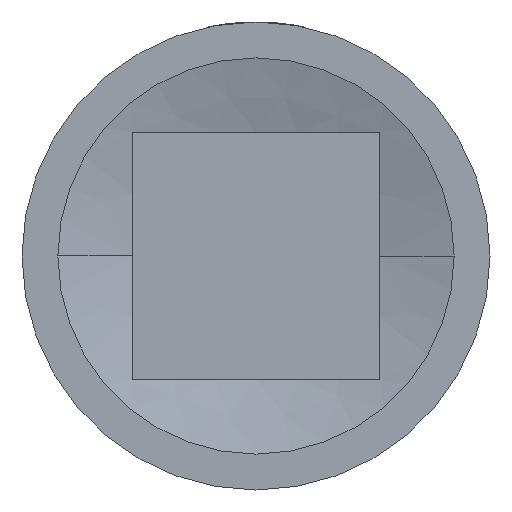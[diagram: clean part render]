
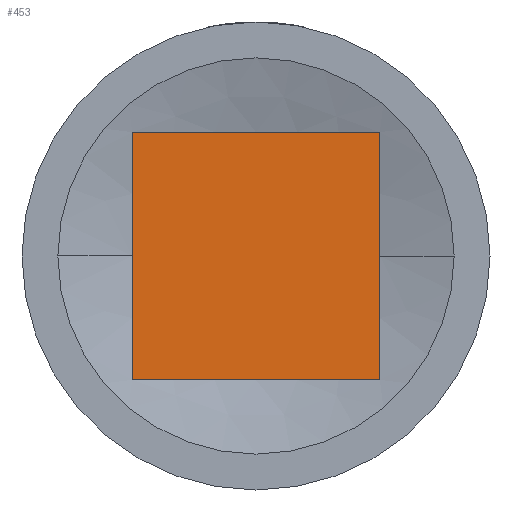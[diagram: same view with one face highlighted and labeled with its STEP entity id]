
A CAD part, front view. The second image highlights one B-rep face of the part: STEP entity #453.
In plain terms, the highlighted planar face has unit normal (0, -1, 0).
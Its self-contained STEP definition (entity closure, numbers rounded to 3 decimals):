
#68 = DIRECTION ( 'NONE',  ( 1., 0., 0. ) ) ;
#106 = DIRECTION ( 'NONE',  ( 0., 0., -1. ) ) ;
#107 = VERTEX_POINT ( 'NONE', #1048 ) ;
#133 = VERTEX_POINT ( 'NONE', #1439 ) ;
#312 = CARTESIAN_POINT ( 'NONE',  ( -6.35, 18., 6.35 ) ) ;
#321 = CARTESIAN_POINT ( 'NONE',  ( 6.35, 18., 6.35 ) ) ;
#359 = EDGE_LOOP ( 'NONE', ( #933, #429, #816, #1193 ) ) ;
#366 = VERTEX_POINT ( 'NONE', #1224 ) ;
#429 = ORIENTED_EDGE ( 'NONE', *, *, #1381, .T. ) ;
#434 = VECTOR ( 'NONE', #1440, 1000. ) ;
#453 = ADVANCED_FACE ( 'NONE', ( #1681 ), #990, .T. ) ;
#474 = EDGE_CURVE ( 'NONE', #366, #576, #1521, .T. ) ;
#494 = CARTESIAN_POINT ( 'NONE',  ( -6.35, 18., -6.35 ) ) ;
#498 = LINE ( 'NONE', #509, #434 ) ;
#509 = CARTESIAN_POINT ( 'NONE',  ( 6.35, 18., -6.35 ) ) ;
#544 = VECTOR ( 'NONE', #106, 1000. ) ;
#569 = VECTOR ( 'NONE', #1008, 1000. ) ;
#576 = VERTEX_POINT ( 'NONE', #312 ) ;
#578 = DIRECTION ( 'NONE',  ( 0., -1., 0. ) ) ;
#710 = VECTOR ( 'NONE', #68, 1000. ) ;
#742 = DIRECTION ( 'NONE',  ( 0., 0., -1. ) ) ;
#816 = ORIENTED_EDGE ( 'NONE', *, *, #474, .T. ) ;
#899 = EDGE_CURVE ( 'NONE', #133, #107, #1279, .T. ) ;
#933 = ORIENTED_EDGE ( 'NONE', *, *, #899, .T. ) ;
#990 = PLANE ( 'NONE',  #1229 ) ;
#1008 = DIRECTION ( 'NONE',  ( -1., 0., 0. ) ) ;
#1036 = EDGE_CURVE ( 'NONE', #576, #133, #1218, .T. ) ;
#1048 = CARTESIAN_POINT ( 'NONE',  ( 6.35, 18., -6.35 ) ) ;
#1193 = ORIENTED_EDGE ( 'NONE', *, *, #1036, .T. ) ;
#1218 = LINE ( 'NONE', #1615, #544 ) ;
#1224 = CARTESIAN_POINT ( 'NONE',  ( 6.35, 18., 6.35 ) ) ;
#1229 = AXIS2_PLACEMENT_3D ( 'NONE', #1651, #578, #742 ) ;
#1279 = LINE ( 'NONE', #494, #710 ) ;
#1381 = EDGE_CURVE ( 'NONE', #107, #366, #498, .T. ) ;
#1439 = CARTESIAN_POINT ( 'NONE',  ( -6.35, 18., -6.35 ) ) ;
#1440 = DIRECTION ( 'NONE',  ( 0., 0., 1. ) ) ;
#1521 = LINE ( 'NONE', #321, #569 ) ;
#1615 = CARTESIAN_POINT ( 'NONE',  ( -6.35, 18., 6.35 ) ) ;
#1651 = CARTESIAN_POINT ( 'NONE',  ( 0., 18., 0. ) ) ;
#1681 = FACE_OUTER_BOUND ( 'NONE', #359, .T. ) ;
